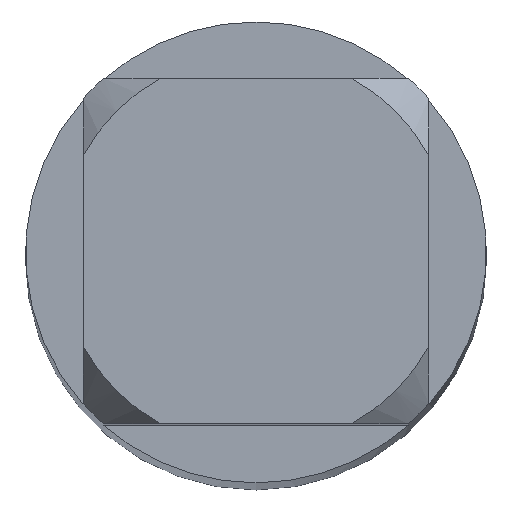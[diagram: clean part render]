
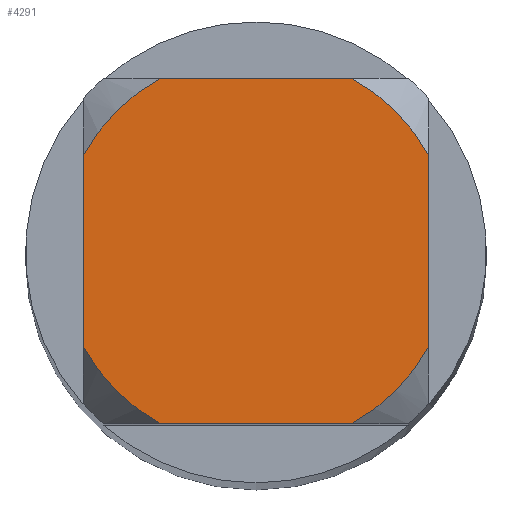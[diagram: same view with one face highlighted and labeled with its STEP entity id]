
A CAD part, top view. The second image highlights one B-rep face of the part: STEP entity #4291.
In plain terms, the highlighted planar face has unit normal (0, 0, 1).
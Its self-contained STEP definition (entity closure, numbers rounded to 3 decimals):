
#2073=VERTEX_POINT('',#5732);
#2469=VERTEX_POINT('',#6166);
#2481=EDGE_CURVE('',#4873,#2073,#6179,.T.);
#2551=VERTEX_POINT('',#6253);
#2553=EDGE_CURVE('',#2551,#5333,#6255,.T.);
#2853=EDGE_CURVE('',#5415,#2469,#6578,.T.);
#3175=EDGE_CURVE('',#4873,#4187,#6932,.T.);
#3885=EDGE_CURVE('',#5415,#2073,#7709,.T.);
#3895=EDGE_CURVE('',#5369,#5333,#7719,.T.);
#4187=VERTEX_POINT('',#8047);
#4291=ADVANCED_FACE('',(#8157),#8158,.T.);
#4335=EDGE_CURVE('',#2551,#4187,#8207,.T.);
#4873=VERTEX_POINT('',#8800);
#5333=VERTEX_POINT('',#9303);
#5369=VERTEX_POINT('',#9342);
#5393=EDGE_CURVE('',#5369,#2469,#9368,.T.);
#5415=VERTEX_POINT('',#9393);
#5732=CARTESIAN_POINT('',(1.05,0.581,0.0));
#6166=CARTESIAN_POINT('',(0.581,-1.05,0.0));
#6179=CIRCLE('',#11027,1.2);
#6253=CARTESIAN_POINT('',(-1.05,0.581,0.0));
#6255=LINE('',#11238,#11239);
#6578=CIRCLE('',#11879,1.2);
#6932=LINE('',#12641,#12642);
#7709=LINE('',#14185,#14186);
#7719=CIRCLE('',#14227,1.2);
#8047=CARTESIAN_POINT('',(-0.581,1.05,0.0));
#8157=FACE_OUTER_BOUND('',#15242,.T.);
#8158=PLANE('',#15243);
#8207=CIRCLE('',#15338,1.2);
#8800=CARTESIAN_POINT('',(0.581,1.05,0.0));
#9303=CARTESIAN_POINT('',(-1.05,-0.581,0.0));
#9342=CARTESIAN_POINT('',(-0.581,-1.05,0.0));
#9368=LINE('',#17818,#17819);
#9393=CARTESIAN_POINT('',(1.05,-0.581,0.0));
#11027=AXIS2_PLACEMENT_3D('',#18845,#18846,#18847);
#11238=CARTESIAN_POINT('',(-1.05,0.3,0.0));
#11239=VECTOR('',#18905,1.0);
#11879=AXIS2_PLACEMENT_3D('',#19228,#19229,#19230);
#12641=CARTESIAN_POINT('',(0.0,1.05,0.0));
#12642=VECTOR('',#19641,1.0);
#14185=CARTESIAN_POINT('',(1.05,0.3,0.0));
#14186=VECTOR('',#20489,1.0);
#14227=AXIS2_PLACEMENT_3D('',#20496,#20497,#20498);
#15242=EDGE_LOOP('',(#20971,#20972,#20973,#20974,#20975,#20976,#20977,#20978));
#15243=AXIS2_PLACEMENT_3D('',#20979,#20980,#20981);
#15338=AXIS2_PLACEMENT_3D('',#21050,#21051,#21052);
#17818=CARTESIAN_POINT('',(0.0,-1.05,0.0));
#17819=VECTOR('',#22459,1.0);
#18845=CARTESIAN_POINT('',(0.0,0.0,0.0));
#18846=DIRECTION('',(0.0,0.0,-1.0));
#18847=DIRECTION('',(0.0,1.0,0.0));
#18905=DIRECTION('',(-0.0,-1.0,0.0));
#19228=CARTESIAN_POINT('',(0.0,0.0,0.0));
#19229=DIRECTION('',(0.0,0.0,-1.0));
#19230=DIRECTION('',(0.0,1.0,0.0));
#19641=DIRECTION('',(-1.0,0.0,0.0));
#20489=DIRECTION('',(-0.0,1.0,0.0));
#20496=CARTESIAN_POINT('',(0.0,0.0,0.0));
#20497=DIRECTION('',(0.0,0.0,-1.0));
#20498=DIRECTION('',(0.0,1.0,0.0));
#20971=ORIENTED_EDGE('',*,*,#2553,.T.);
#20972=ORIENTED_EDGE('',*,*,#3895,.F.);
#20973=ORIENTED_EDGE('',*,*,#5393,.T.);
#20974=ORIENTED_EDGE('',*,*,#2853,.F.);
#20975=ORIENTED_EDGE('',*,*,#3885,.T.);
#20976=ORIENTED_EDGE('',*,*,#2481,.F.);
#20977=ORIENTED_EDGE('',*,*,#3175,.T.);
#20978=ORIENTED_EDGE('',*,*,#4335,.F.);
#20979=CARTESIAN_POINT('',(0.0,0.6,0.0));
#20980=DIRECTION('',(-0.0,0.0,1.0));
#20981=DIRECTION('',(0.0,-1.0,0.0));
#21050=CARTESIAN_POINT('',(0.0,0.0,0.0));
#21051=DIRECTION('',(0.0,0.0,-1.0));
#21052=DIRECTION('',(0.0,1.0,0.0));
#22459=DIRECTION('',(1.0,0.0,0.0));
